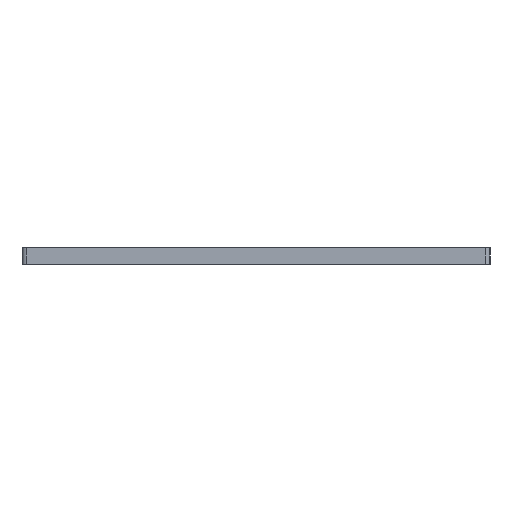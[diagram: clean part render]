
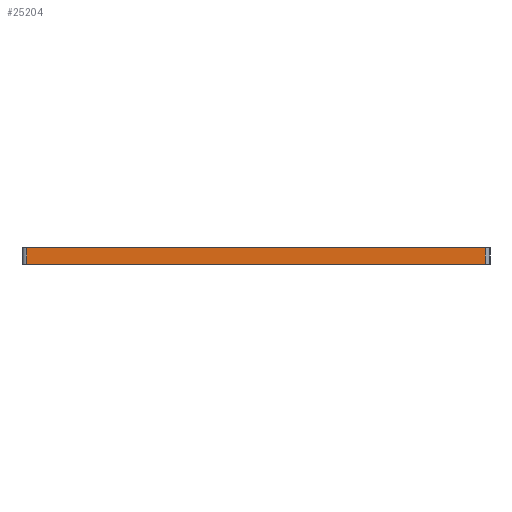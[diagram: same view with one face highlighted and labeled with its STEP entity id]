
A CAD part, left-side view. The second image highlights one B-rep face of the part: STEP entity #25204.
In plain terms, the highlighted planar face has unit normal (-1, 0, 0).
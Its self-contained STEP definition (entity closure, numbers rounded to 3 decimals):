
#44 = PLANE('',#45);
#45 = AXIS2_PLACEMENT_3D('',#46,#47,#48);
#46 = CARTESIAN_POINT('',(168.657,74.378,0.));
#47 = DIRECTION('',(0.,0.,1.));
#48 = DIRECTION('',(1.,0.,0.));
#100 = PLANE('',#101);
#101 = AXIS2_PLACEMENT_3D('',#102,#103,#104);
#102 = CARTESIAN_POINT('',(168.657,74.378,5.));
#103 = DIRECTION('',(0.,0.,1.));
#104 = DIRECTION('',(1.,0.,0.));
#195 = VERTEX_POINT('',#196);
#196 = CARTESIAN_POINT('',(3.47,143.421,0.));
#215 = CYLINDRICAL_SURFACE('',#216,1.5);
#216 = AXIS2_PLACEMENT_3D('',#217,#218,#219);
#217 = CARTESIAN_POINT('',(4.97,143.421,0.));
#218 = DIRECTION('',(0.,0.,1.));
#219 = DIRECTION('',(-1.,0.,0.));
#227 = EDGE_CURVE('',#228,#195,#230,.T.);
#228 = VERTEX_POINT('',#229);
#229 = CARTESIAN_POINT('',(3.47,4.921,0.));
#230 = SURFACE_CURVE('',#231,(#235,#242),.PCURVE_S1.);
#231 = LINE('',#232,#233);
#232 = CARTESIAN_POINT('',(3.47,3.421,0.));
#233 = VECTOR('',#234,1.);
#234 = DIRECTION('',(0.,1.,0.));
#235 = PCURVE('',#44,#236);
#236 = DEFINITIONAL_REPRESENTATION('',(#237),#241);
#237 = LINE('',#238,#239);
#238 = CARTESIAN_POINT('',(-165.186,-70.957));
#239 = VECTOR('',#240,1.);
#240 = DIRECTION('',(0.,1.));
#241 = ( GEOMETRIC_REPRESENTATION_CONTEXT(2) 
PARAMETRIC_REPRESENTATION_CONTEXT() REPRESENTATION_CONTEXT('2D SPACE',''
  ) );
#242 = PCURVE('',#243,#248);
#243 = PLANE('',#244);
#244 = AXIS2_PLACEMENT_3D('',#245,#246,#247);
#245 = CARTESIAN_POINT('',(3.47,3.421,0.));
#246 = DIRECTION('',(-1.,0.,0.));
#247 = DIRECTION('',(0.,1.,0.));
#248 = DEFINITIONAL_REPRESENTATION('',(#249),#253);
#249 = LINE('',#250,#251);
#250 = CARTESIAN_POINT('',(0.,0.));
#251 = VECTOR('',#252,1.);
#252 = DIRECTION('',(1.,0.));
#253 = ( GEOMETRIC_REPRESENTATION_CONTEXT(2) 
PARAMETRIC_REPRESENTATION_CONTEXT() REPRESENTATION_CONTEXT('2D SPACE',''
  ) );
#276 = CYLINDRICAL_SURFACE('',#277,1.5);
#277 = AXIS2_PLACEMENT_3D('',#278,#279,#280);
#278 = CARTESIAN_POINT('',(4.97,4.921,0.));
#279 = DIRECTION('',(0.,0.,1.));
#280 = DIRECTION('',(0.,-1.,0.));
#12534 = VERTEX_POINT('',#12535);
#12535 = CARTESIAN_POINT('',(3.47,143.421,5.));
#12561 = EDGE_CURVE('',#12562,#12534,#12564,.T.);
#12562 = VERTEX_POINT('',#12563);
#12563 = CARTESIAN_POINT('',(3.47,4.921,5.));
#12564 = SURFACE_CURVE('',#12565,(#12569,#12576),.PCURVE_S1.);
#12565 = LINE('',#12566,#12567);
#12566 = CARTESIAN_POINT('',(3.47,3.421,5.));
#12567 = VECTOR('',#12568,1.);
#12568 = DIRECTION('',(0.,1.,0.));
#12569 = PCURVE('',#100,#12570);
#12570 = DEFINITIONAL_REPRESENTATION('',(#12571),#12575);
#12571 = LINE('',#12572,#12573);
#12572 = CARTESIAN_POINT('',(-165.186,-70.957));
#12573 = VECTOR('',#12574,1.);
#12574 = DIRECTION('',(0.,1.));
#12575 = ( GEOMETRIC_REPRESENTATION_CONTEXT(2) 
PARAMETRIC_REPRESENTATION_CONTEXT() REPRESENTATION_CONTEXT('2D SPACE',''
  ) );
#12576 = PCURVE('',#243,#12577);
#12577 = DEFINITIONAL_REPRESENTATION('',(#12578),#12582);
#12578 = LINE('',#12579,#12580);
#12579 = CARTESIAN_POINT('',(0.,-5.));
#12580 = VECTOR('',#12581,1.);
#12581 = DIRECTION('',(1.,0.));
#12582 = ( GEOMETRIC_REPRESENTATION_CONTEXT(2) 
PARAMETRIC_REPRESENTATION_CONTEXT() REPRESENTATION_CONTEXT('2D SPACE',''
  ) );
#25157 = EDGE_CURVE('',#195,#12534,#25158,.T.);
#25158 = SURFACE_CURVE('',#25159,(#25163,#25170),.PCURVE_S1.);
#25159 = LINE('',#25160,#25161);
#25160 = CARTESIAN_POINT('',(3.47,143.421,0.));
#25161 = VECTOR('',#25162,1.);
#25162 = DIRECTION('',(0.,0.,1.));
#25163 = PCURVE('',#215,#25164);
#25164 = DEFINITIONAL_REPRESENTATION('',(#25165),#25169);
#25165 = LINE('',#25166,#25167);
#25166 = CARTESIAN_POINT('',(-0.,0.));
#25167 = VECTOR('',#25168,1.);
#25168 = DIRECTION('',(-0.,1.));
#25169 = ( GEOMETRIC_REPRESENTATION_CONTEXT(2) 
PARAMETRIC_REPRESENTATION_CONTEXT() REPRESENTATION_CONTEXT('2D SPACE',''
  ) );
#25170 = PCURVE('',#243,#25171);
#25171 = DEFINITIONAL_REPRESENTATION('',(#25172),#25176);
#25172 = LINE('',#25173,#25174);
#25173 = CARTESIAN_POINT('',(140.,0.));
#25174 = VECTOR('',#25175,1.);
#25175 = DIRECTION('',(0.,-1.));
#25176 = ( GEOMETRIC_REPRESENTATION_CONTEXT(2) 
PARAMETRIC_REPRESENTATION_CONTEXT() REPRESENTATION_CONTEXT('2D SPACE',''
  ) );
#25204 = ADVANCED_FACE('',(#25205),#243,.T.);
#25205 = FACE_BOUND('',#25206,.T.);
#25206 = EDGE_LOOP('',(#25207,#25208,#25229,#25230));
#25207 = ORIENTED_EDGE('',*,*,#227,.F.);
#25208 = ORIENTED_EDGE('',*,*,#25209,.T.);
#25209 = EDGE_CURVE('',#228,#12562,#25210,.T.);
#25210 = SURFACE_CURVE('',#25211,(#25215,#25222),.PCURVE_S1.);
#25211 = LINE('',#25212,#25213);
#25212 = CARTESIAN_POINT('',(3.47,4.921,0.));
#25213 = VECTOR('',#25214,1.);
#25214 = DIRECTION('',(0.,0.,1.));
#25215 = PCURVE('',#243,#25216);
#25216 = DEFINITIONAL_REPRESENTATION('',(#25217),#25221);
#25217 = LINE('',#25218,#25219);
#25218 = CARTESIAN_POINT('',(1.5,0.));
#25219 = VECTOR('',#25220,1.);
#25220 = DIRECTION('',(0.,-1.));
#25221 = ( GEOMETRIC_REPRESENTATION_CONTEXT(2) 
PARAMETRIC_REPRESENTATION_CONTEXT() REPRESENTATION_CONTEXT('2D SPACE',''
  ) );
#25222 = PCURVE('',#276,#25223);
#25223 = DEFINITIONAL_REPRESENTATION('',(#25224),#25228);
#25224 = LINE('',#25225,#25226);
#25225 = CARTESIAN_POINT('',(-1.571,0.));
#25226 = VECTOR('',#25227,1.);
#25227 = DIRECTION('',(-0.,1.));
#25228 = ( GEOMETRIC_REPRESENTATION_CONTEXT(2) 
PARAMETRIC_REPRESENTATION_CONTEXT() REPRESENTATION_CONTEXT('2D SPACE',''
  ) );
#25229 = ORIENTED_EDGE('',*,*,#12561,.T.);
#25230 = ORIENTED_EDGE('',*,*,#25157,.F.);
